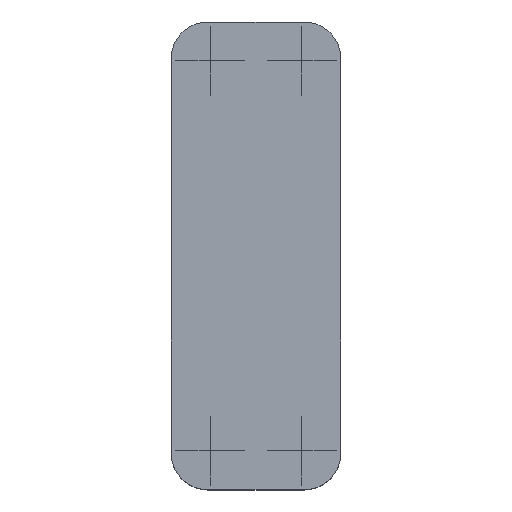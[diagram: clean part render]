
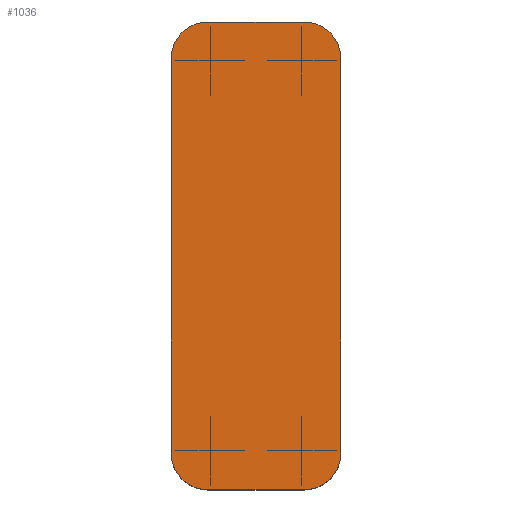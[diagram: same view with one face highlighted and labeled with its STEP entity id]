
A CAD part, top view. The second image highlights one B-rep face of the part: STEP entity #1036.
In plain terms, the highlighted face is planar.
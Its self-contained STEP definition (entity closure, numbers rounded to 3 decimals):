
#149=PLANE('',#1130);
#210=LINE('',#1667,#302);
#211=LINE('',#1671,#303);
#212=LINE('',#1675,#304);
#213=LINE('',#1678,#305);
#302=VECTOR('',#1350,42.);
#303=VECTOR('',#1353,172.);
#304=VECTOR('',#1356,42.);
#305=VECTOR('',#1359,172.);
#400=FACE_OUTER_BOUND('',#459,.T.);
#459=EDGE_LOOP('',(#894,#895,#896,#897,#898,#899,#900,#901));
#527=CIRCLE('',#1129,16.);
#528=CIRCLE('',#1131,16.);
#529=CIRCLE('',#1132,16.);
#530=CIRCLE('',#1133,16.);
#580=VERTEX_POINT('',#1660);
#581=VERTEX_POINT('',#1662);
#582=VERTEX_POINT('',#1666);
#583=VERTEX_POINT('',#1668);
#584=VERTEX_POINT('',#1670);
#585=VERTEX_POINT('',#1672);
#586=VERTEX_POINT('',#1674);
#587=VERTEX_POINT('',#1676);
#702=EDGE_CURVE('',#580,#581,#527,.T.);
#704=EDGE_CURVE('',#580,#582,#210,.T.);
#705=EDGE_CURVE('',#583,#582,#528,.T.);
#706=EDGE_CURVE('',#583,#584,#211,.T.);
#707=EDGE_CURVE('',#585,#584,#529,.T.);
#708=EDGE_CURVE('',#585,#586,#212,.T.);
#709=EDGE_CURVE('',#587,#586,#530,.T.);
#710=EDGE_CURVE('',#587,#581,#213,.T.);
#894=ORIENTED_EDGE('',*,*,#702,.F.);
#895=ORIENTED_EDGE('',*,*,#704,.T.);
#896=ORIENTED_EDGE('',*,*,#705,.F.);
#897=ORIENTED_EDGE('',*,*,#706,.T.);
#898=ORIENTED_EDGE('',*,*,#707,.F.);
#899=ORIENTED_EDGE('',*,*,#708,.T.);
#900=ORIENTED_EDGE('',*,*,#709,.F.);
#901=ORIENTED_EDGE('',*,*,#710,.T.);
#1036=ADVANCED_FACE('',(#400),#149,.F.);
#1129=AXIS2_PLACEMENT_3D('',#1663,#1345,#1346);
#1130=AXIS2_PLACEMENT_3D('',#1665,#1348,#1349);
#1131=AXIS2_PLACEMENT_3D('',#1669,#1351,#1352);
#1132=AXIS2_PLACEMENT_3D('',#1673,#1354,#1355);
#1133=AXIS2_PLACEMENT_3D('',#1677,#1357,#1358);
#1345=DIRECTION('center_axis',(0.,0.,1.));
#1346=DIRECTION('ref_axis',(-0.707,0.707,0.));
#1348=DIRECTION('center_axis',(0.,0.,1.));
#1349=DIRECTION('ref_axis',(1.,0.,0.));
#1350=DIRECTION('',(1.,0.,0.));
#1351=DIRECTION('center_axis',(0.,0.,1.));
#1352=DIRECTION('ref_axis',(0.707,0.707,0.));
#1353=DIRECTION('',(0.,-1.,0.));
#1354=DIRECTION('center_axis',(0.,0.,1.));
#1355=DIRECTION('ref_axis',(0.707,-0.707,0.));
#1356=DIRECTION('',(-1.,0.,0.));
#1357=DIRECTION('center_axis',(0.,0.,1.));
#1358=DIRECTION('ref_axis',(-0.707,-0.707,0.));
#1359=DIRECTION('',(0.,1.,0.));
#1660=CARTESIAN_POINT('',(-21.,102.,0.));
#1662=CARTESIAN_POINT('',(-37.,86.,0.));
#1663=CARTESIAN_POINT('Origin',(-21.,86.,0.));
#1665=CARTESIAN_POINT('Origin',(0.,0.,
0.));
#1666=CARTESIAN_POINT('',(21.,102.,0.));
#1667=CARTESIAN_POINT('',(-37.,102.,0.));
#1668=CARTESIAN_POINT('',(37.,86.,0.));
#1669=CARTESIAN_POINT('Origin',(21.,86.,0.));
#1670=CARTESIAN_POINT('',(37.,-86.,0.));
#1671=CARTESIAN_POINT('',(37.,102.,0.));
#1672=CARTESIAN_POINT('',(21.,-102.,0.));
#1673=CARTESIAN_POINT('Origin',(21.,-86.,0.));
#1674=CARTESIAN_POINT('',(-21.,-102.,0.));
#1675=CARTESIAN_POINT('',(37.,-102.,0.));
#1676=CARTESIAN_POINT('',(-37.,-86.,0.));
#1677=CARTESIAN_POINT('Origin',(-21.,-86.,0.));
#1678=CARTESIAN_POINT('',(-37.,-102.,0.));
